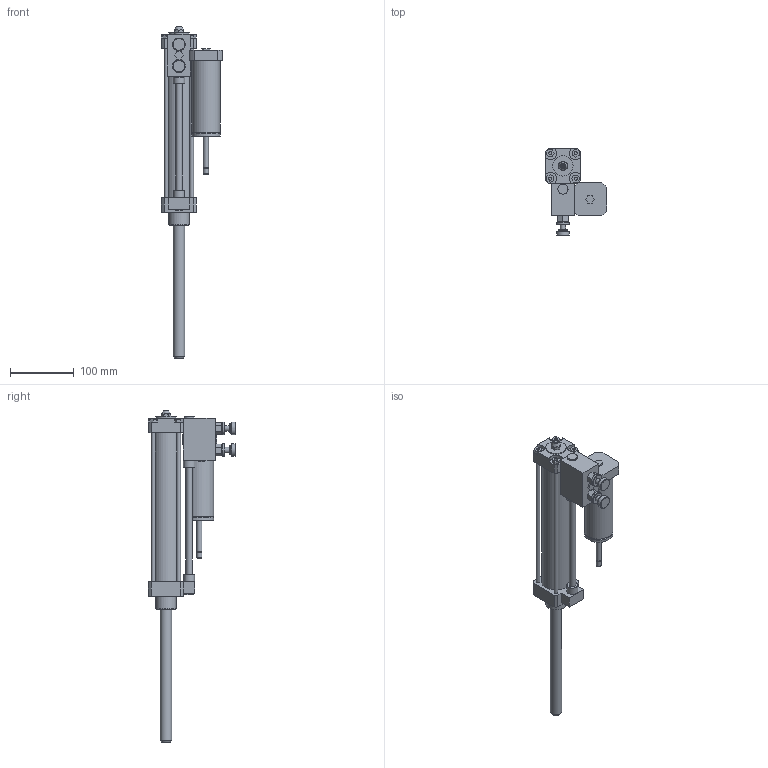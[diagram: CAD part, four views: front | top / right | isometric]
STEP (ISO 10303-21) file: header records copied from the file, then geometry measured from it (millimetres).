
FILE_DESCRIPTION((''),'2;1');
FILE_NAME('1400_40_0200_03_2.iam.stp','2009-04-23T11:13:32',(''),(''),'Autodesk Inventor 2009','Autodesk Inventor 2009','');
FILE_SCHEMA(('AUTOMOTIVE_DESIGN { 1 0 10303 214 1 1 1 1 }'));
Length unit declared in the file: millimetre
Products named in the file (6): 1400_40_0200_03_2; 1400400200D; STELO  C 200; CORPO DR  C200; REGOLATORE DR 1; REGOLATORE DR 2
Assembly tree (5 placements, depth 2):
  1400_40_0200_03_2
    1400400200D
    STELO  C 200
    CORPO DR  C200
    REGOLATORE DR 1
    REGOLATORE DR 2
Bounding box: 96 x 137 x 522 mm (x, y, z)
Volume: 996652.1 mm3; surface area: 145163.3 mm2
Topology: 5 solids, 5 shells, 238 faces, 539 edges, 351 vertices
Faces by surface type: plane 147, cylinder 41, bspline 33, cone 17
Full cylindrical faces by diameter (mm): 2 x3, 6 x4, 8 x2, 9 x2, 10 x1, 14 x2, 16 x1, 17 x1, 18 x3, 20 x4, 32 x2, 41 x1, 45 x3
Entity records: 7032 total; most frequent: CARTESIAN_POINT 1545, DIRECTION 1019, ORIENTED_EDGE 944, EDGE_CURVE 472, AXIS2_PLACEMENT_3D 361, EDGE_LOOP 347, VERTEX_POINT 345, VECTOR 297
